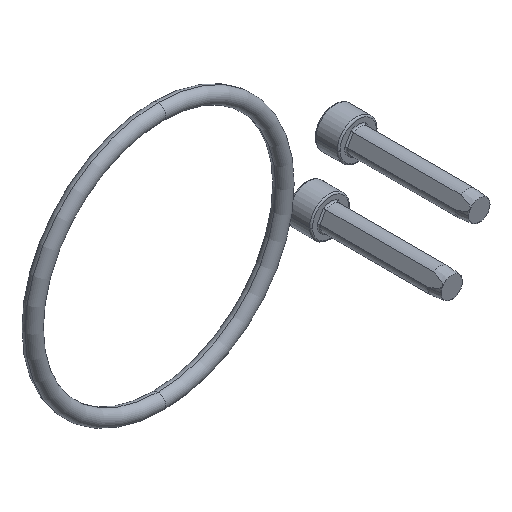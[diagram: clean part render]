
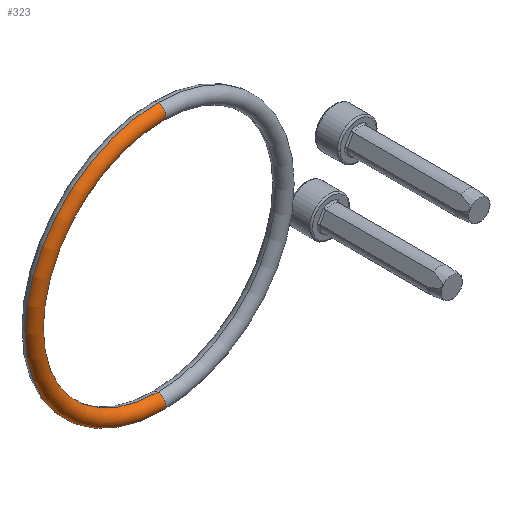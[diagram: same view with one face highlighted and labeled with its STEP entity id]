
A CAD part, isometric view. The second image highlights one B-rep face of the part: STEP entity #323.
In plain terms, the highlighted toroidal (fillet/blend) face has major radius 41.4 mm and minor radius 2.5 mm.
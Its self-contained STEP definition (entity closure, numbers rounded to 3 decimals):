
#23 = TOROIDAL_SURFACE ( 'NONE', #56, 41.4, 2.5 ) ;
#24 = CARTESIAN_POINT ( 'NONE',  ( 0., 0., 0. ) ) ;
#25 = FACE_OUTER_BOUND ( 'NONE', #324, .T. ) ;
#49 = CARTESIAN_POINT ( 'NONE',  ( 0., 0., 43.9 ) ) ;
#50 = DIRECTION ( 'NONE',  ( 0., 0., -1. ) ) ;
#51 = DIRECTION ( 'NONE',  ( 1., 0., 0. ) ) ;
#52 = CARTESIAN_POINT ( 'NONE',  ( 0., 0., 41.4 ) ) ;
#53 = AXIS2_PLACEMENT_3D ( 'NONE', #52, #51, #50 ) ;
#54 = DIRECTION ( 'NONE',  ( 0., 0., -1. ) ) ;
#55 = DIRECTION ( 'NONE',  ( 0., -1., 0. ) ) ;
#56 = AXIS2_PLACEMENT_3D ( 'NONE', #24, #55, #54 ) ;
#57 = CIRCLE ( 'NONE', #53, 2.5 ) ;
#290 = ORIENTED_EDGE ( 'NONE', *, *, #357, .F. ) ;
#323 = ADVANCED_FACE ( 'NONE', ( #25 ), #23, .T. ) ;
#324 = EDGE_LOOP ( 'NONE', ( #325, #340, #343, #290 ) ) ;
#325 = ORIENTED_EDGE ( 'NONE', *, *, #326, .F. ) ;
#326 = EDGE_CURVE ( 'NONE', #327, #339, #57, .T. ) ;
#327 = VERTEX_POINT ( 'NONE', #49 ) ;
#339 = VERTEX_POINT ( 'NONE', #859 ) ;
#340 = ORIENTED_EDGE ( 'NONE', *, *, #341, .T. ) ;
#341 = EDGE_CURVE ( 'NONE', #327, #342, #858, .T. ) ;
#342 = VERTEX_POINT ( 'NONE', #776 ) ;
#343 = ORIENTED_EDGE ( 'NONE', *, *, #344, .T. ) ;
#344 = EDGE_CURVE ( 'NONE', #342, #345, #742, .T. ) ;
#345 = VERTEX_POINT ( 'NONE', #738 ) ;
#357 = EDGE_CURVE ( 'NONE', #339, #345, #845, .T. ) ;
#738 = CARTESIAN_POINT ( 'NONE',  ( 0., 0., -38.9 ) ) ;
#739 = DIRECTION ( 'NONE',  ( 0., 0., 1. ) ) ;
#740 = DIRECTION ( 'NONE',  ( -1., 0., 0. ) ) ;
#741 = AXIS2_PLACEMENT_3D ( 'NONE', #775, #740, #739 ) ;
#742 = CIRCLE ( 'NONE', #741, 2.5 ) ;
#775 = CARTESIAN_POINT ( 'NONE',  ( 0., 0., -41.4 ) ) ;
#776 = CARTESIAN_POINT ( 'NONE',  ( 0., 0., -43.9 ) ) ;
#777 = DIRECTION ( 'NONE',  ( 0., 0., -1. ) ) ;
#778 = DIRECTION ( 'NONE',  ( 0., -1., 0. ) ) ;
#779 = CARTESIAN_POINT ( 'NONE',  ( 0., 0., 0. ) ) ;
#780 = AXIS2_PLACEMENT_3D ( 'NONE', #779, #778, #777 ) ;
#841 = DIRECTION ( 'NONE',  ( 0., 0., -1. ) ) ;
#842 = DIRECTION ( 'NONE',  ( 0., -1., 0. ) ) ;
#843 = CARTESIAN_POINT ( 'NONE',  ( 0., 0., 0. ) ) ;
#844 = AXIS2_PLACEMENT_3D ( 'NONE', #843, #842, #841 ) ;
#845 = CIRCLE ( 'NONE', #844, 38.9 ) ;
#858 = CIRCLE ( 'NONE', #780, 43.9 ) ;
#859 = CARTESIAN_POINT ( 'NONE',  ( 0., 0., 38.9 ) ) ;
